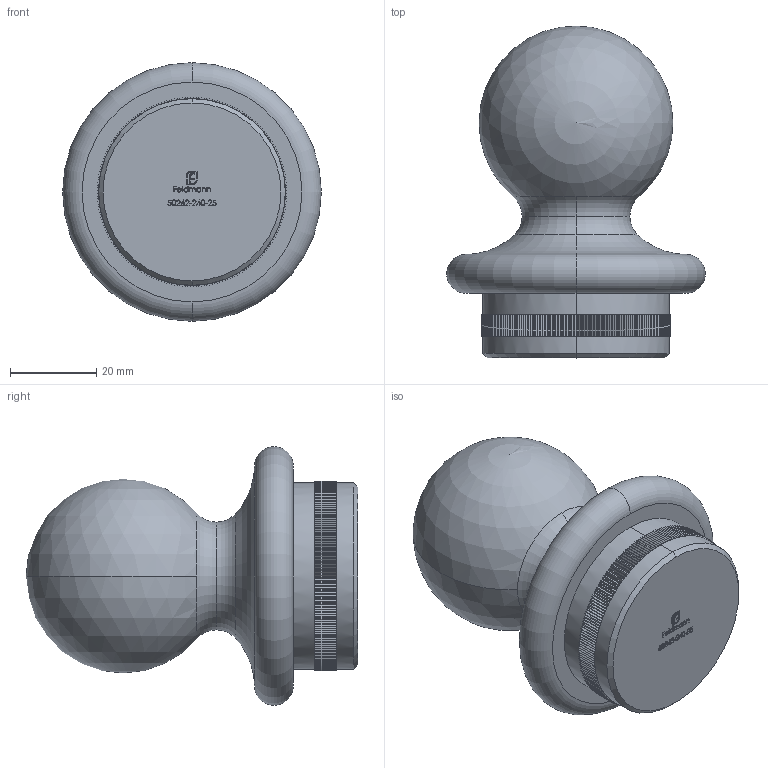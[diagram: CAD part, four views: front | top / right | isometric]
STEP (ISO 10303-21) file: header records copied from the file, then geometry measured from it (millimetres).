
FILE_DESCRIPTION (( 'STEP AP203' ), '1' );
FILE_NAME ('50262-240-25.STEP', '2022-02-03T09:17:46', ( '' ), ( '' ), 'SwSTEP 2.0', 'SolidWorks 2018', '' );
FILE_SCHEMA (( 'CONFIG_CONTROL_DESIGN' ));
Length unit declared in the file: millimetre
Products named in the file (2): 50262-240-25
Bounding box: 60 x 77 x 60 mm (x, y, z)
Volume: 101207.1 mm3; surface area: 14824.7 mm2
Topology: 1 solids, 1 shells, 1197 faces, 2612 edges, 1444 vertices
Faces by surface type: plane 1046, bspline 135, torus 8, cylinder 4, cone 2, sphere 2
Entity records: 38458 total; most frequent: CARTESIAN_POINT 13254, ORIENTED_EDGE 5214, DIRECTION 4933, EDGE_CURVE 2607, LINE 1869, VECTOR 1869, AXIS2_PLACEMENT_3D 1532, VERTEX_POINT 1441
